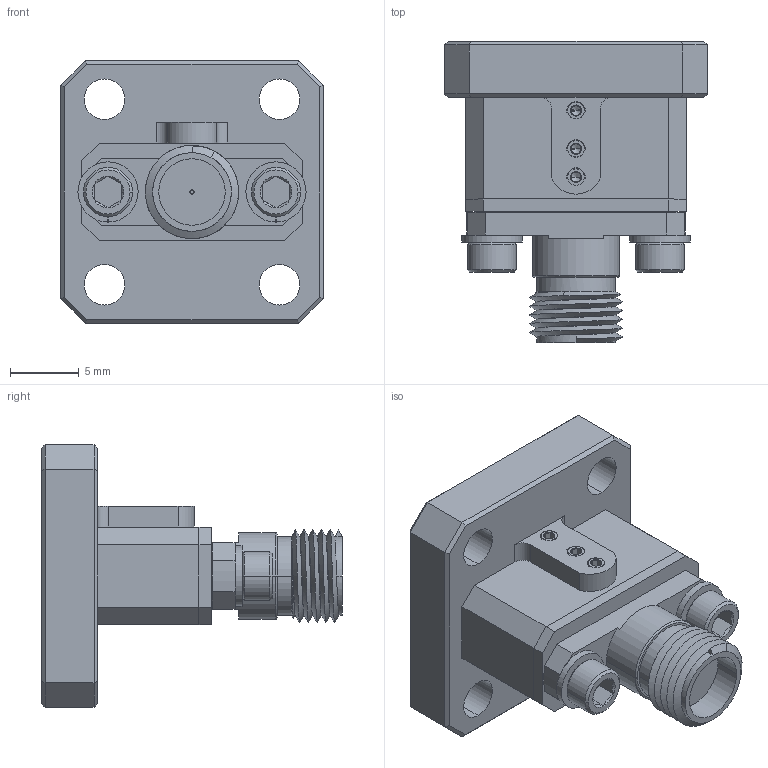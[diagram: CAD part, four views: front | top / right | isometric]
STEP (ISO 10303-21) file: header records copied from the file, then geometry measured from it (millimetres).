
FILE_DESCRIPTION (( 'STEP AP203' ), '1' );
FILE_NAME ('SWC-282F-E1.STEP', '2018-11-05T18:13:25', ( '' ), ( '' ), 'SwSTEP 2.0', 'SolidWorks 2016', '' );
FILE_SCHEMA (( 'CONFIG_CONTROL_DESIGN' ));
Length unit declared in the file: inch
Products named in the file (1): SWC-282F-E1
Bounding box: 19.05 x 21.84 x 19.05 mm (x, y, z)
Volume: 2629.7 mm3; surface area: 2630.8 mm2
Topology: 12 solids, 12 shells, 678 faces, 1679 edges, 1022 vertices
Faces by surface type: cylinder 306, cone 221, plane 143, bspline 6, torus 2
Entity records: 24958 total; most frequent: CARTESIAN_POINT 10112, ORIENTED_EDGE 3310, DIRECTION 2798, EDGE_CURVE 1655, AXIS2_PLACEMENT_3D 1043, VERTEX_POINT 1022, EDGE_LOOP 717, VECTOR 712
